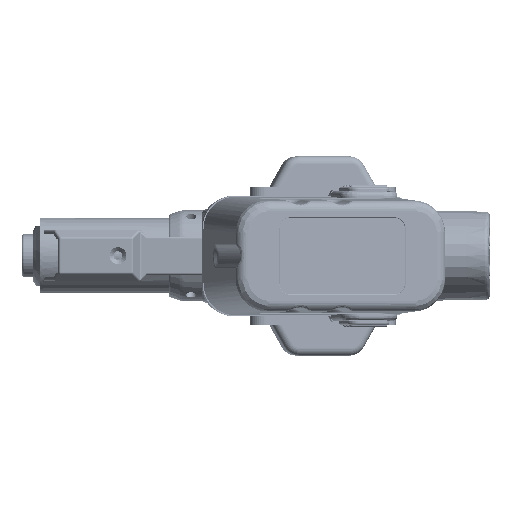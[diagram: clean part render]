
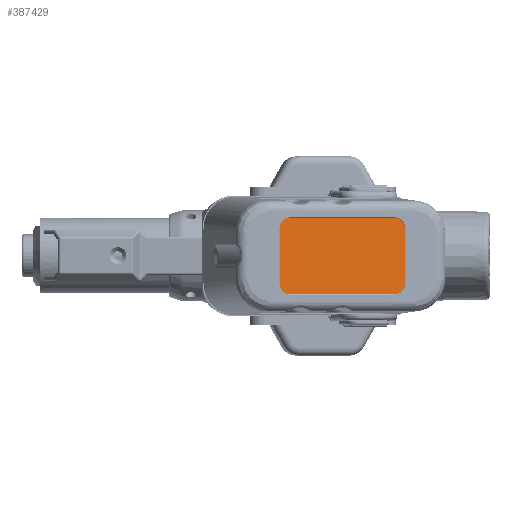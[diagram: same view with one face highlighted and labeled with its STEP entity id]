
A CAD part, front view. The second image highlights one B-rep face of the part: STEP entity #387429.
In plain terms, the highlighted planar face has unit normal (0.191, -0.982, 0).
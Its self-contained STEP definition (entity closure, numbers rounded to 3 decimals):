
#154972=CARTESIAN_POINT('',(97.257,-138.534,13.));
#154973=DIRECTION('',(-0.191,0.982,0.));
#154974=DIRECTION('',(0.,0.,1.));
#154975=AXIS2_PLACEMENT_3D('',#154972,#154973,#154974);
#154987=CARTESIAN_POINT('',(97.257,-138.534,-13.));
#154988=DIRECTION('',(-0.191,0.982,0.));
#154989=DIRECTION('',(0.982,0.191,0.));
#154990=AXIS2_PLACEMENT_3D('',#154987,#154988,#154989);
#155002=DIRECTION('',(0.,0.,-1.));
#155003=VECTOR('',#155002,26.);
#155004=CARTESIAN_POINT('',(102.067,-137.599,13.));
#155005=LINE('',#155004,#155003);
#155015=DIRECTION('',(-0.982,-0.191,0.));
#155016=VECTOR('',#155015,50.);
#155017=CARTESIAN_POINT('',(97.257,-138.534,-17.9));
#155018=LINE('',#155017,#155016);
#155028=CARTESIAN_POINT('',(48.176,-148.074,-13.));
#155029=DIRECTION('',(-0.191,0.982,0.));
#155030=DIRECTION('',(0.,0.,-1.));
#155031=AXIS2_PLACEMENT_3D('',#155028,#155029,#155030);
#155043=DIRECTION('',(0.,0.,1.));
#155044=VECTOR('',#155043,26.);
#155045=CARTESIAN_POINT('',(43.366,-149.009,-13.));
#155046=LINE('',#155045,#155044);
#155056=CARTESIAN_POINT('',(48.176,-148.074,13.));
#155057=DIRECTION('',(-0.191,0.982,0.));
#155058=DIRECTION('',(-0.982,-0.191,0.));
#155059=AXIS2_PLACEMENT_3D('',#155056,#155057,#155058);
#155071=DIRECTION('',(0.982,0.191,0.));
#155072=VECTOR('',#155071,50.);
#155073=CARTESIAN_POINT('',(48.176,-148.074,17.9));
#155074=LINE('',#155073,#155072);
#174444=CARTESIAN_POINT('',(102.067,-137.599,-13.));
#174445=CARTESIAN_POINT('',(97.257,-138.534,-17.9));
#174446=VERTEX_POINT('',#174444);
#174447=VERTEX_POINT('',#174445);
#174452=CARTESIAN_POINT('',(48.176,-148.074,-17.9));
#174453=VERTEX_POINT('',#174452);
#174456=CARTESIAN_POINT('',(43.366,-149.009,-13.));
#174457=VERTEX_POINT('',#174456);
#174460=CARTESIAN_POINT('',(43.366,-149.009,13.));
#174461=VERTEX_POINT('',#174460);
#174464=CARTESIAN_POINT('',(48.176,-148.074,17.9));
#174465=VERTEX_POINT('',#174464);
#174468=CARTESIAN_POINT('',(97.257,-138.534,17.9));
#174469=VERTEX_POINT('',#174468);
#174472=CARTESIAN_POINT('',(102.067,-137.599,13.));
#174473=VERTEX_POINT('',#174472);
#387407=CARTESIAN_POINT('',(72.717,-143.304,0.));
#387408=DIRECTION('',(0.191,-0.982,0.));
#387409=DIRECTION('',(0.982,0.191,0.));
#387410=AXIS2_PLACEMENT_3D('',#387407,#387408,#387409);
#387411=PLANE('',#387410);
#387413=ORIENTED_EDGE('',*,*,#387412,.T.);
#387415=ORIENTED_EDGE('',*,*,#387414,.T.);
#387417=ORIENTED_EDGE('',*,*,#387416,.T.);
#387419=ORIENTED_EDGE('',*,*,#387418,.T.);
#387421=ORIENTED_EDGE('',*,*,#387420,.T.);
#387423=ORIENTED_EDGE('',*,*,#387422,.T.);
#387424=ORIENTED_EDGE('',*,*,#387397,.T.);
#387426=ORIENTED_EDGE('',*,*,#387425,.T.);
#387427=EDGE_LOOP('',(#387413,#387415,#387417,#387419,#387421,#387423,#387424,
#387426));
#387428=FACE_OUTER_BOUND('',#387427,.F.);
#387429=ADVANCED_FACE('',(#387428),#387411,.T.);
#154976=CIRCLE('',#154975,4.9);
#154991=CIRCLE('',#154990,4.9);
#155032=CIRCLE('',#155031,4.9);
#155060=CIRCLE('',#155059,4.9);
#387397=EDGE_CURVE('',#174469,#174473,#154976,.T.);
#387412=EDGE_CURVE('',#174446,#174447,#154991,.T.);
#387414=EDGE_CURVE('',#174447,#174453,#155018,.T.);
#387416=EDGE_CURVE('',#174453,#174457,#155032,.T.);
#387418=EDGE_CURVE('',#174457,#174461,#155046,.T.);
#387420=EDGE_CURVE('',#174461,#174465,#155060,.T.);
#387422=EDGE_CURVE('',#174465,#174469,#155074,.T.);
#387425=EDGE_CURVE('',#174473,#174446,#155005,.T.);
